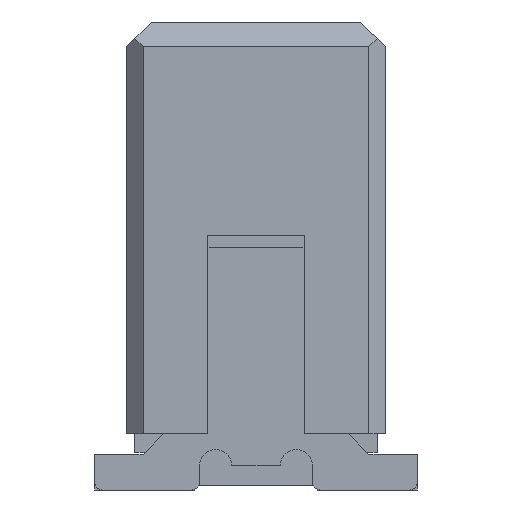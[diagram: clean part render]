
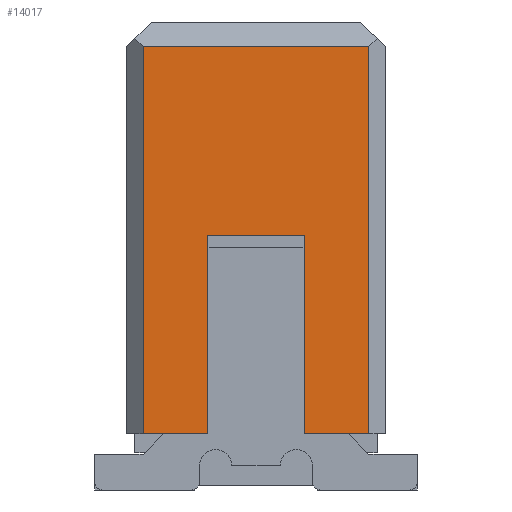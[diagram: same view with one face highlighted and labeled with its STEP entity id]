
A CAD part, left-side view. The second image highlights one B-rep face of the part: STEP entity #14017.
In plain terms, the highlighted planar face has unit normal (-1, 0, 0).
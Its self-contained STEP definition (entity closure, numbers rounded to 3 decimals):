
#1175=FACE_OUTER_BOUND('',#2028,.T.);
#2028=EDGE_LOOP('',(#12253,#12254,#12255,#12256,#12257,#12258,#12259,#12260));
#2119=LINE('',#18812,#3840);
#2135=LINE('',#18844,#3856);
#3661=LINE('',#22393,#5382);
#3662=LINE('',#22396,#5383);
#3663=LINE('',#22397,#5384);
#3664=LINE('',#22399,#5385);
#3665=LINE('',#22401,#5386);
#3666=LINE('',#22402,#5387);
#3840=VECTOR('',#15110,0.4);
#3856=VECTOR('',#15126,0.4);
#5382=VECTOR('',#18394,2.4);
#5383=VECTOR('',#18397,1.4);
#5384=VECTOR('',#18398,2.4);
#5385=VECTOR('',#18399,1.23);
#5386=VECTOR('',#18400,0.6);
#5387=VECTOR('',#18401,1.23);
#5561=VERTEX_POINT('',#18809);
#5562=VERTEX_POINT('',#18811);
#5577=VERTEX_POINT('',#18841);
#5578=VERTEX_POINT('',#18843);
#6730=VERTEX_POINT('',#22391);
#6731=VERTEX_POINT('',#22395);
#6732=VERTEX_POINT('',#22398);
#6733=VERTEX_POINT('',#22400);
#6861=EDGE_CURVE('',#5562,#5561,#2119,.T.);
#6877=EDGE_CURVE('',#5578,#5577,#2135,.T.);
#8603=EDGE_CURVE('',#6730,#5561,#3661,.T.);
#8604=EDGE_CURVE('',#6731,#6730,#3662,.T.);
#8605=EDGE_CURVE('',#6731,#5578,#3663,.T.);
#8606=EDGE_CURVE('',#5577,#6732,#3664,.T.);
#8607=EDGE_CURVE('',#6733,#6732,#3665,.T.);
#8608=EDGE_CURVE('',#5562,#6733,#3666,.T.);
#12253=ORIENTED_EDGE('',*,*,#8603,.F.);
#12254=ORIENTED_EDGE('',*,*,#8604,.F.);
#12255=ORIENTED_EDGE('',*,*,#8605,.T.);
#12256=ORIENTED_EDGE('',*,*,#6877,.T.);
#12257=ORIENTED_EDGE('',*,*,#8606,.T.);
#12258=ORIENTED_EDGE('',*,*,#8607,.F.);
#12259=ORIENTED_EDGE('',*,*,#8608,.F.);
#12260=ORIENTED_EDGE('',*,*,#6861,.T.);
#13281=PLANE('',#14983);
#14017=ADVANCED_FACE('',(#1175),#13281,.T.);
#14983=AXIS2_PLACEMENT_3D('',#22394,#18395,#18396);
#15110=DIRECTION('',(0.,-1.,0.));
#15126=DIRECTION('',(0.,-1.,0.));
#18394=DIRECTION('',(0.,0.,-1.));
#18395=DIRECTION('center_axis',(-1.,0.,0.));
#18396=DIRECTION('ref_axis',(0.,-1.,0.));
#18397=DIRECTION('',(0.,-1.,0.));
#18398=DIRECTION('',(0.,0.,-1.));
#18399=DIRECTION('',(0.,0.,1.));
#18400=DIRECTION('',(0.,1.,0.));
#18401=DIRECTION('',(0.,0.,1.));
#18809=CARTESIAN_POINT('',(-5.68,-0.7,-1.275));
#18811=CARTESIAN_POINT('',(-5.68,-0.3,-1.275));
#18812=CARTESIAN_POINT('',(-5.68,-0.3,-1.275));
#18841=CARTESIAN_POINT('',(-5.68,0.3,-1.275));
#18843=CARTESIAN_POINT('',(-5.68,0.7,-1.275));
#18844=CARTESIAN_POINT('',(-5.68,0.7,-1.275));
#22391=CARTESIAN_POINT('',(-5.68,-0.7,1.125));
#22393=CARTESIAN_POINT('',(-5.68,-0.7,1.125));
#22394=CARTESIAN_POINT('Origin',(-5.68,0.8,-1.275));
#22395=CARTESIAN_POINT('',(-5.68,0.7,1.125));
#22396=CARTESIAN_POINT('',(-5.68,0.7,1.125));
#22397=CARTESIAN_POINT('',(-5.68,0.7,1.125));
#22398=CARTESIAN_POINT('',(-5.68,0.3,-0.045));
#22399=CARTESIAN_POINT('',(-5.68,0.3,-1.275));
#22400=CARTESIAN_POINT('',(-5.68,-0.3,-0.045));
#22401=CARTESIAN_POINT('',(-5.68,-0.3,-0.045));
#22402=CARTESIAN_POINT('',(-5.68,-0.3,-1.275));
